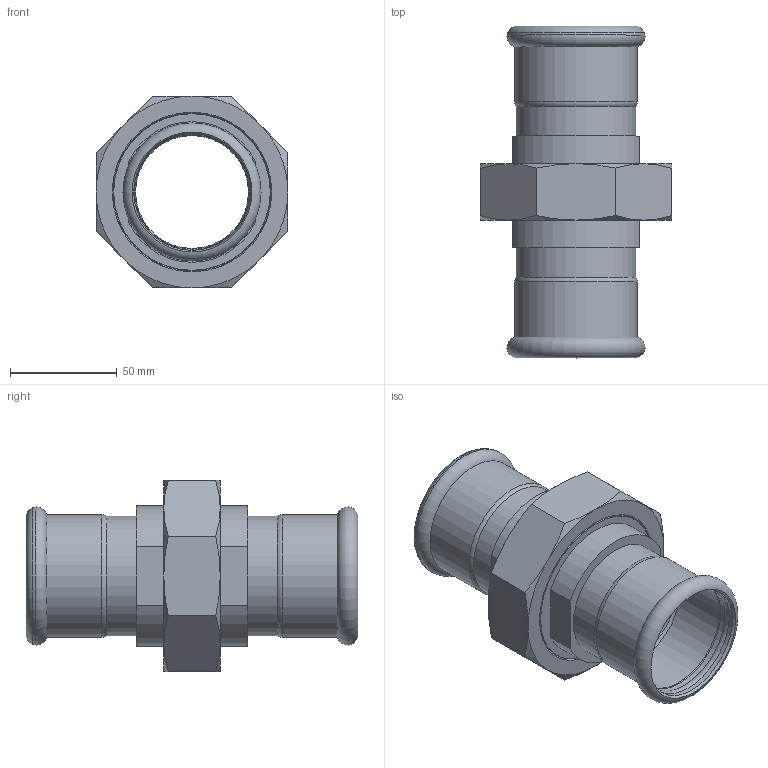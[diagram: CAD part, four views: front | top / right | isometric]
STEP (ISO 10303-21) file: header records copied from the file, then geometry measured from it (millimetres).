
FILE_DESCRIPTION(/* description */ ('Bocchettone Sede Piana a Press. DN54'),/* implementation_level */ '2;1');
FILE_NAME(/* name */ '184054001_Inoxpres.stp',/* time_stamp */ '2022-10-11T13:32:49+02:00',/* author */ ('Vault'),/* organization */ ('Raccorderie metalliche s.p.a. '),/* preprocessor_version */ 'ST-DEVELOPER v18.1',/* originating_system */ 'Autodesk Inventor 2020',/* authorisation */ 'Raccorderie metalliche s.p.a. ');
FILE_SCHEMA (('AUTOMOTIVE_DESIGN { 1 0 10303 214 3 1 1 }'));
Length unit declared in the file: millimetre
Products named in the file (1): 184054001_Inoxpres
Bounding box: 90 x 155.7 x 90 mm (x, y, z)
Volume: 157850.4 mm3; surface area: 78229.6 mm2
Topology: 1 solids, 2 shells, 84 faces, 228 edges, 156 vertices
Faces by surface type: plane 24, cylinder 23, cone 22, torus 15
Full cylindrical faces by diameter (mm): 53 x2, 54.5 x2, 54.7 x4, 56 x2, 57.5 x2, 66.5 x1, 69 x1, 73.5 x1, 73.9 x1, 79.5 x1, 79.6 x1, 80 x1
Entity records: 2770 total; most frequent: CARTESIAN_POINT 533, DIRECTION 513, ORIENTED_EDGE 456, AXIS2_PLACEMENT_3D 232, EDGE_CURVE 228, VERTEX_POINT 156, CIRCLE 147, EDGE_LOOP 96
